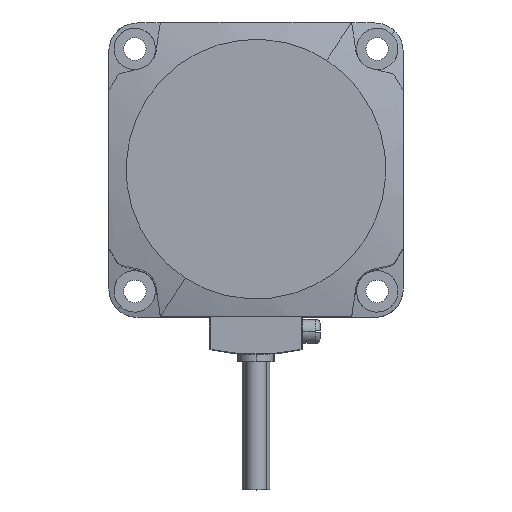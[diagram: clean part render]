
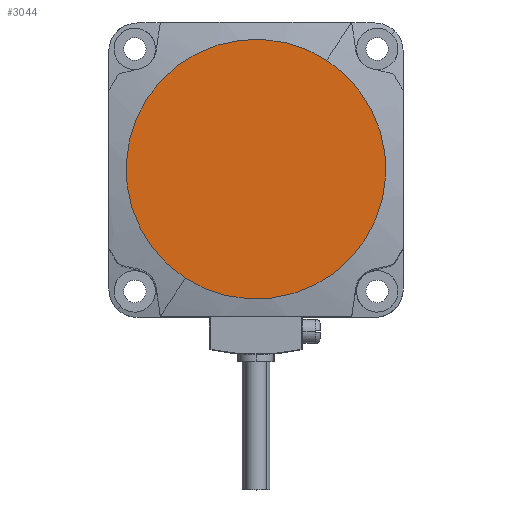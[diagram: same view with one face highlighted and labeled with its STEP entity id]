
A CAD part, top view. The second image highlights one B-rep face of the part: STEP entity #3044.
In plain terms, the highlighted planar face has unit normal (0, 0, 1).
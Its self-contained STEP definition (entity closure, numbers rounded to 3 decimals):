
#122 = CIRCLE ( 'NONE', #448, 37.5 ) ;
#276 = CARTESIAN_POINT ( 'NONE',  ( -20.424, -31.45, 174. ) ) ;
#448 = AXIS2_PLACEMENT_3D ( 'NONE', #1232, #2815, #4491 ) ;
#520 = CARTESIAN_POINT ( 'NONE',  ( 0., 0., 174. ) ) ;
#625 = DIRECTION ( 'NONE',  ( 1., 0., 0. ) ) ;
#763 = AXIS2_PLACEMENT_3D ( 'NONE', #3190, #1163, #1188 ) ;
#950 = DIRECTION ( 'NONE',  ( 0., 0., 1. ) ) ;
#1163 = DIRECTION ( 'NONE',  ( 0., 0., 1. ) ) ;
#1188 = DIRECTION ( 'NONE',  ( 1., 0., 0. ) ) ;
#1232 = CARTESIAN_POINT ( 'NONE',  ( 0., 0., 174. ) ) ;
#1544 = EDGE_CURVE ( 'NONE', #2207, #4555, #3380, .T. ) ;
#2207 = VERTEX_POINT ( 'NONE', #4579 ) ;
#2639 = FACE_OUTER_BOUND ( 'NONE', #2737, .T. ) ;
#2737 = EDGE_LOOP ( 'NONE', ( #4030, #3794 ) ) ;
#2815 = DIRECTION ( 'NONE',  ( 0., 0., 1. ) ) ;
#3044 = ADVANCED_FACE ( 'NONE', ( #2639 ), #4262, .T. ) ;
#3190 = CARTESIAN_POINT ( 'NONE',  ( 0., 0., 174. ) ) ;
#3235 = EDGE_CURVE ( 'NONE', #4555, #2207, #122, .T. ) ;
#3380 = CIRCLE ( 'NONE', #763, 37.5 ) ;
#3794 = ORIENTED_EDGE ( 'NONE', *, *, #3235, .T. ) ;
#4030 = ORIENTED_EDGE ( 'NONE', *, *, #1544, .T. ) ;
#4262 = PLANE ( 'NONE',  #5190 ) ;
#4491 = DIRECTION ( 'NONE',  ( 1., 0., 0. ) ) ;
#4555 = VERTEX_POINT ( 'NONE', #276 ) ;
#4579 = CARTESIAN_POINT ( 'NONE',  ( 20.424, 31.45, 174. ) ) ;
#5190 = AXIS2_PLACEMENT_3D ( 'NONE', #520, #950, #625 ) ;
